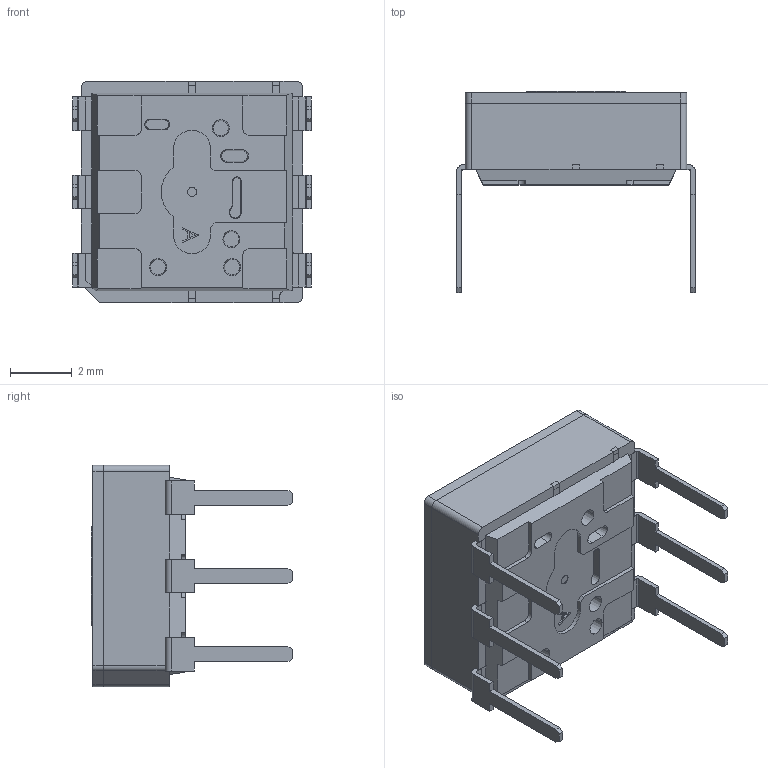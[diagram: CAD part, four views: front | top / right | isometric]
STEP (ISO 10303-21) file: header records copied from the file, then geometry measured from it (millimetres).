
FILE_DESCRIPTION (( 'STEP AP214' ), '1' );
FILE_NAME ('KZxDx10-T_MODEL.STEP', '2020-01-21T04:33:35', ( '' ), ( '' ), 'SwSTEP 2.0', 'SolidWorks 2018', '' );
FILE_SCHEMA (( 'AUTOMOTIVE_DESIGN' ));
Length unit declared in the file: millimetre
Products named in the file (1): KZxDx10-T_MODEL
Bounding box: 7.75 x 6.55 x 7.2 mm (x, y, z)
Volume: 144.1 mm3; surface area: 500.4 mm2
Topology: 4 solids, 4 shells, 680 faces, 1957 edges, 1298 vertices
Faces by surface type: plane 579, cylinder 80, cone 12, bspline 7, torus 2
Entity records: 29625 total; most frequent: CARTESIAN_POINT 4074, ORIENTED_EDGE 3914, DIRECTION 3479, EDGE_CURVE 1957, LINE 1745, VECTOR 1745, VERTEX_POINT 1298, AXIS2_PLACEMENT_3D 867
